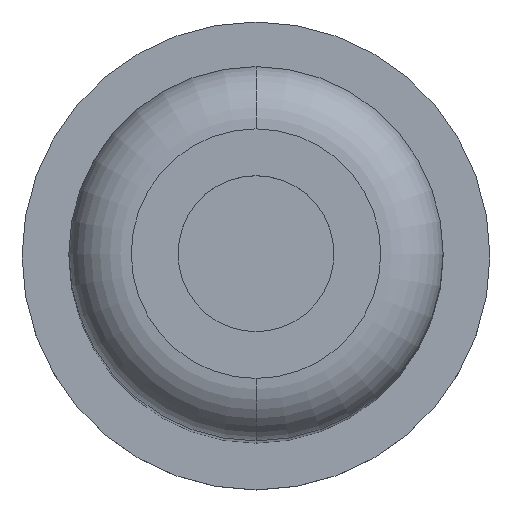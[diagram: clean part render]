
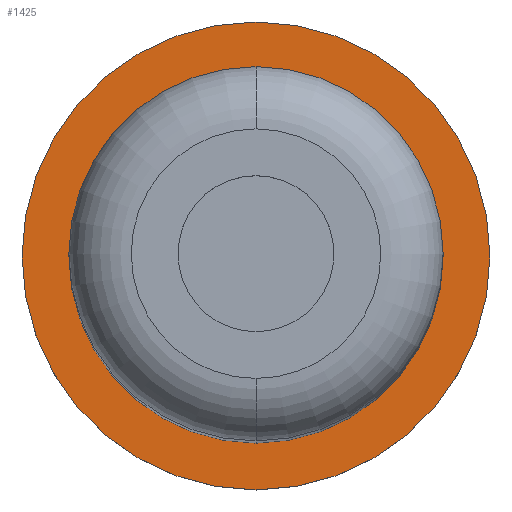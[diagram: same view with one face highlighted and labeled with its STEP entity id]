
A CAD part, top view. The second image highlights one B-rep face of the part: STEP entity #1425.
In plain terms, the highlighted planar face has unit normal (0, 0, 1).
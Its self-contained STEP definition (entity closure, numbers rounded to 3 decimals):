
#1381 = VERTEX_POINT('',#1382);
#1382 = CARTESIAN_POINT('',(0.,0.75,0.));
#1388 = EDGE_CURVE('',#1389,#1381,#1391,.T.);
#1389 = VERTEX_POINT('',#1390);
#1390 = CARTESIAN_POINT('',(0.,-0.75,0.));
#1391 = CIRCLE('',#1392,0.75);
#1392 = AXIS2_PLACEMENT_3D('',#1393,#1394,#1395);
#1393 = CARTESIAN_POINT('',(0.,0.,0.));
#1394 = DIRECTION('',(-0.,0.,1.));
#1395 = DIRECTION('',(0.,-1.,0.));
#1414 = EDGE_CURVE('',#1381,#1389,#1415,.T.);
#1415 = CIRCLE('',#1416,0.75);
#1416 = AXIS2_PLACEMENT_3D('',#1417,#1418,#1419);
#1417 = CARTESIAN_POINT('',(0.,0.,0.));
#1418 = DIRECTION('',(-0.,0.,1.));
#1419 = DIRECTION('',(0.,-1.,0.));
#1425 = ADVANCED_FACE('',(#1426,#1430),#1450,.T.);
#1426 = FACE_BOUND('',#1427,.T.);
#1427 = EDGE_LOOP('',(#1428,#1429));
#1428 = ORIENTED_EDGE('',*,*,#1388,.T.);
#1429 = ORIENTED_EDGE('',*,*,#1414,.T.);
#1430 = FACE_BOUND('',#1431,.T.);
#1431 = EDGE_LOOP('',(#1432,#1443));
#1432 = ORIENTED_EDGE('',*,*,#1433,.F.);
#1433 = EDGE_CURVE('',#1434,#1436,#1438,.T.);
#1434 = VERTEX_POINT('',#1435);
#1435 = CARTESIAN_POINT('',(0.,-0.6,0.));
#1436 = VERTEX_POINT('',#1437);
#1437 = CARTESIAN_POINT('',(0.,0.6,0.));
#1438 = CIRCLE('',#1439,0.6);
#1439 = AXIS2_PLACEMENT_3D('',#1440,#1441,#1442);
#1440 = CARTESIAN_POINT('',(0.,0.,0.));
#1441 = DIRECTION('',(-0.,0.,1.));
#1442 = DIRECTION('',(0.,-1.,0.));
#1443 = ORIENTED_EDGE('',*,*,#1444,.F.);
#1444 = EDGE_CURVE('',#1436,#1434,#1445,.T.);
#1445 = CIRCLE('',#1446,0.6);
#1446 = AXIS2_PLACEMENT_3D('',#1447,#1448,#1449);
#1447 = CARTESIAN_POINT('',(0.,0.,0.));
#1448 = DIRECTION('',(-0.,0.,1.));
#1449 = DIRECTION('',(0.,-1.,0.));
#1450 = PLANE('',#1451);
#1451 = AXIS2_PLACEMENT_3D('',#1452,#1453,#1454);
#1452 = CARTESIAN_POINT('',(0.6,0.,0.));
#1453 = DIRECTION('',(0.,0.,1.));
#1454 = DIRECTION('',(0.,-1.,0.));
